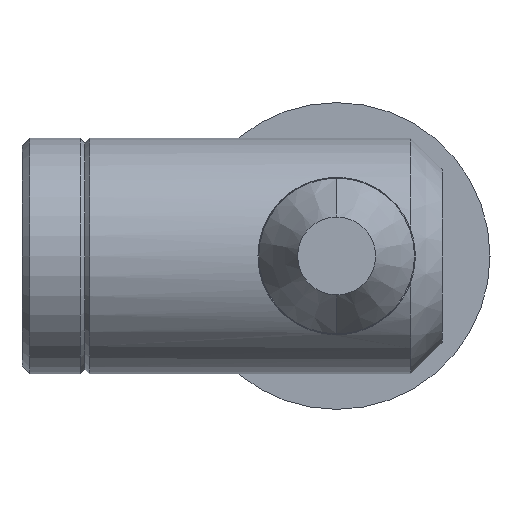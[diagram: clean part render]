
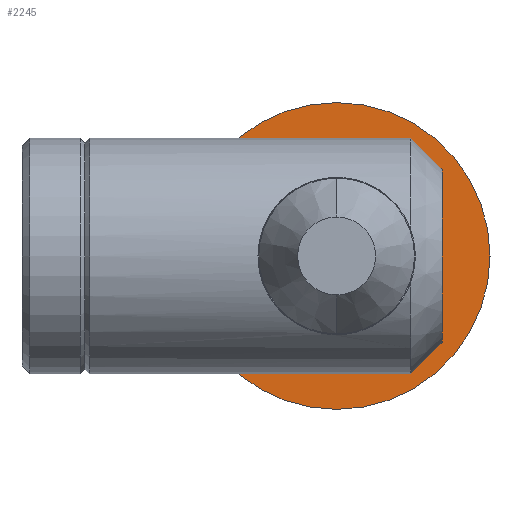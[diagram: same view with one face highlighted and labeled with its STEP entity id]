
A CAD part, left-side view. The second image highlights one B-rep face of the part: STEP entity #2245.
In plain terms, the highlighted planar face has unit normal (-1, 0, 0).
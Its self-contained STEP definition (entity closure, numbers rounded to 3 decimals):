
#3 = VERTEX_POINT ( 'NONE', #1898 ) ;
#44 = AXIS2_PLACEMENT_3D ( 'NONE', #2125, #530, #1242 ) ;
#135 = VERTEX_POINT ( 'NONE', #940 ) ;
#151 = CARTESIAN_POINT ( 'NONE',  ( 23., -16., 0. ) ) ;
#195 = VERTEX_POINT ( 'NONE', #1471 ) ;
#248 = VERTEX_POINT ( 'NONE', #1488 ) ;
#267 = DIRECTION ( 'NONE',  ( 0., 0.707, 0.707 ) ) ;
#422 = EDGE_LOOP ( 'NONE', ( #1235, #1915, #1377, #871, #1226 ) ) ;
#483 = FACE_OUTER_BOUND ( 'NONE', #422, .T. ) ;
#493 = DIRECTION ( 'NONE',  ( 0., 0., -1. ) ) ;
#504 = LINE ( 'NONE', #2116, #1716 ) ;
#530 = DIRECTION ( 'NONE',  ( -1., 0., 0. ) ) ;
#552 = DIRECTION ( 'NONE',  ( 0., -0.707, 0.707 ) ) ;
#553 = EDGE_CURVE ( 'NONE', #1468, #1851, #1367, .T. ) ;
#640 = DIRECTION ( 'NONE',  ( -1., 0., 0. ) ) ;
#685 = PLANE ( 'NONE',  #1429 ) ;
#689 = EDGE_CURVE ( 'NONE', #248, #135, #947, .T. ) ;
#697 = FACE_BOUND ( 'NONE', #1892, .T. ) ;
#719 = EDGE_CURVE ( 'NONE', #3, #135, #1801, .T. ) ;
#733 = AXIS2_PLACEMENT_3D ( 'NONE', #1306, #2229, #2014 ) ;
#759 = EDGE_CURVE ( 'NONE', #195, #2044, #1621, .T. ) ;
#769 = CARTESIAN_POINT ( 'NONE',  ( 23., -20., 0. ) ) ;
#853 = CARTESIAN_POINT ( 'NONE',  ( 23., -20., 0. ) ) ;
#871 = ORIENTED_EDGE ( 'NONE', *, *, #719, .T. ) ;
#918 = VECTOR ( 'NONE', #267, 1000. ) ;
#940 = CARTESIAN_POINT ( 'NONE',  ( 23., -10.254, 0.296 ) ) ;
#947 = LINE ( 'NONE', #1163, #918 ) ;
#968 = CARTESIAN_POINT ( 'NONE',  ( 23., -10.254, -0.296 ) ) ;
#1014 = DIRECTION ( 'NONE',  ( -1., 0., 0. ) ) ;
#1037 = EDGE_CURVE ( 'NONE', #1468, #248, #504, .T. ) ;
#1069 = CIRCLE ( 'NONE', #1253, 9.75 ) ;
#1110 = ORIENTED_EDGE ( 'NONE', *, *, #2309, .F. ) ;
#1163 = CARTESIAN_POINT ( 'NONE',  ( 23., -13.275, -2.725 ) ) ;
#1217 = AXIS2_PLACEMENT_3D ( 'NONE', #853, #1014, #1738 ) ;
#1226 = ORIENTED_EDGE ( 'NONE', *, *, #689, .F. ) ;
#1235 = ORIENTED_EDGE ( 'NONE', *, *, #1037, .F. ) ;
#1242 = DIRECTION ( 'NONE',  ( 0., 0., 1. ) ) ;
#1253 = AXIS2_PLACEMENT_3D ( 'NONE', #769, #1624, #1277 ) ;
#1254 = CARTESIAN_POINT ( 'NONE',  ( 23., -20., -4. ) ) ;
#1277 = DIRECTION ( 'NONE',  ( 0., 0., 1. ) ) ;
#1306 = CARTESIAN_POINT ( 'NONE',  ( 23., -20., 0. ) ) ;
#1367 = CIRCLE ( 'NONE', #2145, 9.75 ) ;
#1377 = ORIENTED_EDGE ( 'NONE', *, *, #1956, .T. ) ;
#1394 = DIRECTION ( 'NONE',  ( 1., 0., 0. ) ) ;
#1429 = AXIS2_PLACEMENT_3D ( 'NONE', #151, #1394, #493 ) ;
#1468 = VERTEX_POINT ( 'NONE', #968 ) ;
#1471 = CARTESIAN_POINT ( 'NONE',  ( 23., -20., 4. ) ) ;
#1488 = CARTESIAN_POINT ( 'NONE',  ( 23., -10.55, 0. ) ) ;
#1520 = ORIENTED_EDGE ( 'NONE', *, *, #759, .F. ) ;
#1621 = CIRCLE ( 'NONE', #1217, 4. ) ;
#1624 = DIRECTION ( 'NONE',  ( -1., 0., 0. ) ) ;
#1647 = CARTESIAN_POINT ( 'NONE',  ( 23., -20., 0. ) ) ;
#1716 = VECTOR ( 'NONE', #552, 1000. ) ;
#1738 = DIRECTION ( 'NONE',  ( 0., 0., 1. ) ) ;
#1801 = CIRCLE ( 'NONE', #733, 9.75 ) ;
#1851 = VERTEX_POINT ( 'NONE', #2048 ) ;
#1892 = EDGE_LOOP ( 'NONE', ( #1520, #1110 ) ) ;
#1898 = CARTESIAN_POINT ( 'NONE',  ( 23., -20., 9.75 ) ) ;
#1915 = ORIENTED_EDGE ( 'NONE', *, *, #553, .T. ) ;
#1956 = EDGE_CURVE ( 'NONE', #1851, #3, #1069, .T. ) ;
#2014 = DIRECTION ( 'NONE',  ( 0., 0., 1. ) ) ;
#2044 = VERTEX_POINT ( 'NONE', #1254 ) ;
#2048 = CARTESIAN_POINT ( 'NONE',  ( 23., -20., -9.75 ) ) ;
#2116 = CARTESIAN_POINT ( 'NONE',  ( 23., -13.275, 2.725 ) ) ;
#2125 = CARTESIAN_POINT ( 'NONE',  ( 23., -20., 0. ) ) ;
#2145 = AXIS2_PLACEMENT_3D ( 'NONE', #1647, #640, #2160 ) ;
#2160 = DIRECTION ( 'NONE',  ( 0., 0., 1. ) ) ;
#2215 = CIRCLE ( 'NONE', #44, 4. ) ;
#2229 = DIRECTION ( 'NONE',  ( -1., 0., 0. ) ) ;
#2245 = ADVANCED_FACE ( 'NONE', ( #697, #483 ), #685, .F. ) ;
#2309 = EDGE_CURVE ( 'NONE', #2044, #195, #2215, .T. ) ;
